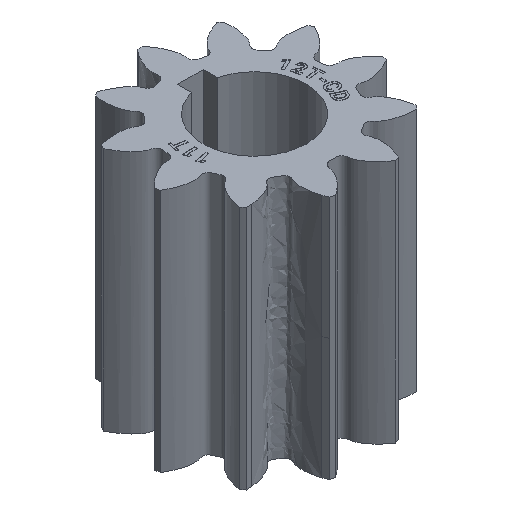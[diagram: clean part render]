
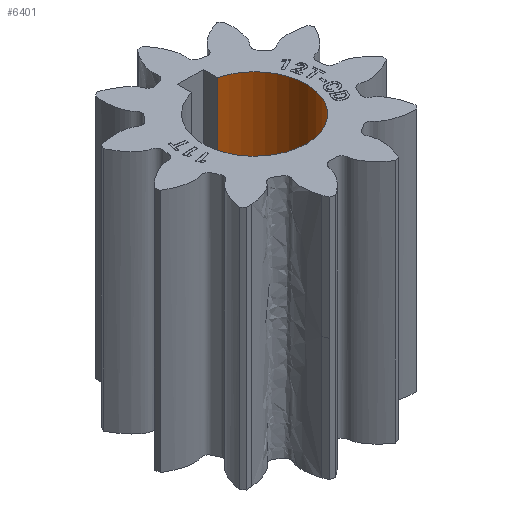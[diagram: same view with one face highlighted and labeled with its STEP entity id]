
A CAD part, isometric view. The second image highlights one B-rep face of the part: STEP entity #6401.
In plain terms, the highlighted cylindrical face has radius 4.026 mm (diameter 8.052 mm), a partial arc.
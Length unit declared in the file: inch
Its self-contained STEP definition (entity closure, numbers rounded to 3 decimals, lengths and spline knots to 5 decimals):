
#21 = AXIS2_PLACEMENT_3D ( 'NONE', #12909, #6150, #3914 ) ;
#416 = AXIS2_PLACEMENT_3D ( 'NONE', #10792, #5733, #6660 ) ;
#775 = CYLINDRICAL_SURFACE ( 'NONE', #8028, 0.1585 ) ;
#1062 = VECTOR ( 'NONE', #8335, 39.37008 ) ;
#1097 = EDGE_CURVE ( 'NONE', #5417, #9940, #7575, .T. ) ;
#1285 = CIRCLE ( 'NONE', #21, 0.1585 ) ;
#1901 = FACE_OUTER_BOUND ( 'NONE', #10255, .T. ) ;
#1969 = DIRECTION ( 'NONE',  ( 0., 0., 1. ) ) ;
#2385 = EDGE_CURVE ( 'NONE', #11374, #9940, #9383, .T. ) ;
#2543 = ORIENTED_EDGE ( 'NONE', *, *, #1097, .T. ) ;
#3914 = DIRECTION ( 'NONE',  ( 0., -1., 0. ) ) ;
#3981 = ORIENTED_EDGE ( 'NONE', *, *, #9869, .T. ) ;
#4227 = EDGE_CURVE ( 'NONE', #10998, #11374, #1285, .T. ) ;
#5417 = VERTEX_POINT ( 'NONE', #12875 ) ;
#5733 = DIRECTION ( 'NONE',  ( 0., 0., 1. ) ) ;
#5854 = CARTESIAN_POINT ( 'NONE',  ( 0., 0., -0.375 ) ) ;
#6150 = DIRECTION ( 'NONE',  ( 0., 0., 1. ) ) ;
#6238 = CARTESIAN_POINT ( 'NONE',  ( 0.03976, 0.15343, 0.375 ) ) ;
#6401 = ADVANCED_FACE ( 'NONE', ( #1901 ), #775, .F. ) ;
#6407 = VECTOR ( 'NONE', #8401, 39.37008 ) ;
#6660 = DIRECTION ( 'NONE',  ( 0., -1., 0. ) ) ;
#6869 = CARTESIAN_POINT ( 'NONE',  ( 0., -0.1585, -0.375 ) ) ;
#7222 = CARTESIAN_POINT ( 'NONE',  ( 0.03976, 0.15343, -0.375 ) ) ;
#7575 = CIRCLE ( 'NONE', #416, 0.1585 ) ;
#7898 = CARTESIAN_POINT ( 'NONE',  ( 0.03976, 0.15343, -0.375 ) ) ;
#8028 = AXIS2_PLACEMENT_3D ( 'NONE', #5854, #1969, #12027 ) ;
#8335 = DIRECTION ( 'NONE',  ( 0., 0., 1. ) ) ;
#8401 = DIRECTION ( 'NONE',  ( 0., 0., 1. ) ) ;
#8632 = ORIENTED_EDGE ( 'NONE', *, *, #4227, .F. ) ;
#9383 = LINE ( 'NONE', #7222, #1062 ) ;
#9869 = EDGE_CURVE ( 'NONE', #10998, #5417, #12274, .T. ) ;
#9940 = VERTEX_POINT ( 'NONE', #6238 ) ;
#10255 = EDGE_LOOP ( 'NONE', ( #8632, #3981, #2543, #10875 ) ) ;
#10792 = CARTESIAN_POINT ( 'NONE',  ( 0., 0., 0.375 ) ) ;
#10875 = ORIENTED_EDGE ( 'NONE', *, *, #2385, .F. ) ;
#10998 = VERTEX_POINT ( 'NONE', #6869 ) ;
#11374 = VERTEX_POINT ( 'NONE', #7898 ) ;
#12027 = DIRECTION ( 'NONE',  ( 0., -1., 0. ) ) ;
#12274 = LINE ( 'NONE', #12334, #6407 ) ;
#12334 = CARTESIAN_POINT ( 'NONE',  ( 0., -0.1585, -0.375 ) ) ;
#12875 = CARTESIAN_POINT ( 'NONE',  ( 0., -0.1585, 0.375 ) ) ;
#12909 = CARTESIAN_POINT ( 'NONE',  ( 0., 0., -0.375 ) ) ;
